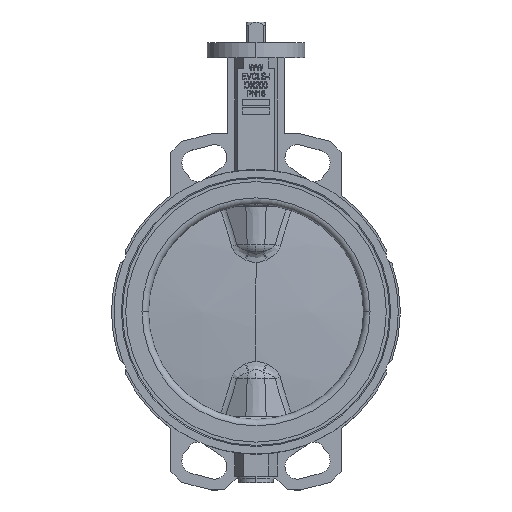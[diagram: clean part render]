
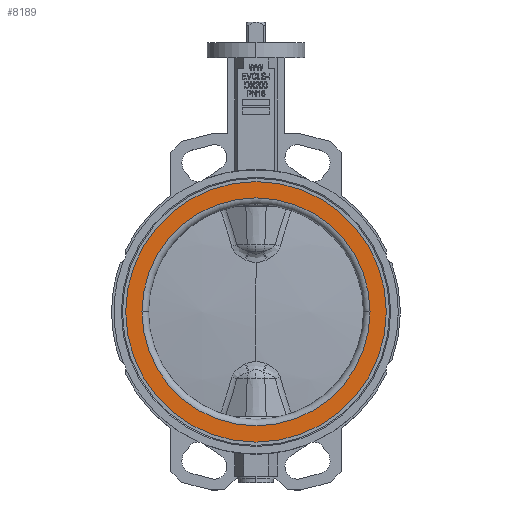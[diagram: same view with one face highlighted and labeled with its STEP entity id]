
A CAD part, top view. The second image highlights one B-rep face of the part: STEP entity #8189.
In plain terms, the highlighted planar face has unit normal (0, 0, 1).
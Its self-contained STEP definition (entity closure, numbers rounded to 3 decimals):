
#1 = CIRCLE ( 'NONE', #3494, 105. ) ;
#202 = DIRECTION ( 'NONE',  ( 0., 0., 1. ) ) ;
#544 = FACE_OUTER_BOUND ( 'NONE', #8078, .T. ) ;
#1148 = AXIS2_PLACEMENT_3D ( 'NONE', #26017, #13179, #13272 ) ;
#1654 = CIRCLE ( 'NONE', #13807, 120. ) ;
#1674 = EDGE_CURVE ( 'NONE', #27328, #12908, #20702, .T. ) ;
#1760 = EDGE_CURVE ( 'NONE', #18219, #12793, #13951, .T. ) ;
#2106 = CARTESIAN_POINT ( 'NONE',  ( 0., 0., 31. ) ) ;
#2919 = ORIENTED_EDGE ( 'NONE', *, *, #24888, .T. ) ;
#3494 = AXIS2_PLACEMENT_3D ( 'NONE', #19691, #4247, #19339 ) ;
#4247 = DIRECTION ( 'NONE',  ( 0., 0., 1. ) ) ;
#4624 = DIRECTION ( 'NONE',  ( 0., 0., 1. ) ) ;
#6302 = DIRECTION ( 'NONE',  ( 1., 0., 0. ) ) ;
#7205 = EDGE_CURVE ( 'NONE', #12908, #27328, #1, .T. ) ;
#7277 = CARTESIAN_POINT ( 'NONE',  ( -105., 0., 31. ) ) ;
#7396 = CARTESIAN_POINT ( 'NONE',  ( 105., 0., 31. ) ) ;
#8078 = EDGE_LOOP ( 'NONE', ( #2919, #27712 ) ) ;
#8189 = ADVANCED_FACE ( 'NONE', ( #14020, #544 ), #15265, .F. ) ;
#10755 = CARTESIAN_POINT ( 'NONE',  ( 0., 0., 31. ) ) ;
#12793 = VERTEX_POINT ( 'NONE', #20914 ) ;
#12908 = VERTEX_POINT ( 'NONE', #7277 ) ;
#13179 = DIRECTION ( 'NONE',  ( 0., 0., -1. ) ) ;
#13272 = DIRECTION ( 'NONE',  ( -1., 0., 0. ) ) ;
#13807 = AXIS2_PLACEMENT_3D ( 'NONE', #21704, #4624, #17265 ) ;
#13951 = CIRCLE ( 'NONE', #18626, 120. ) ;
#14020 = FACE_BOUND ( 'NONE', #20016, .T. ) ;
#14653 = CARTESIAN_POINT ( 'NONE',  ( -120., 0., 31. ) ) ;
#15265 = PLANE ( 'NONE',  #1148 ) ;
#17265 = DIRECTION ( 'NONE',  ( 1., 0., 0. ) ) ;
#18219 = VERTEX_POINT ( 'NONE', #14653 ) ;
#18626 = AXIS2_PLACEMENT_3D ( 'NONE', #2106, #23717, #19343 ) ;
#19339 = DIRECTION ( 'NONE',  ( 1., 0., 0. ) ) ;
#19343 = DIRECTION ( 'NONE',  ( 1., 0., 0. ) ) ;
#19691 = CARTESIAN_POINT ( 'NONE',  ( 0., 0., 31. ) ) ;
#20016 = EDGE_LOOP ( 'NONE', ( #24942, #25014 ) ) ;
#20702 = CIRCLE ( 'NONE', #24209, 105. ) ;
#20914 = CARTESIAN_POINT ( 'NONE',  ( 120., 0., 31. ) ) ;
#21704 = CARTESIAN_POINT ( 'NONE',  ( 0., 0., 31. ) ) ;
#23717 = DIRECTION ( 'NONE',  ( 0., 0., 1. ) ) ;
#24209 = AXIS2_PLACEMENT_3D ( 'NONE', #10755, #202, #6302 ) ;
#24888 = EDGE_CURVE ( 'NONE', #12793, #18219, #1654, .T. ) ;
#24942 = ORIENTED_EDGE ( 'NONE', *, *, #1674, .F. ) ;
#25014 = ORIENTED_EDGE ( 'NONE', *, *, #7205, .F. ) ;
#26017 = CARTESIAN_POINT ( 'NONE',  ( 0., 105., 31. ) ) ;
#27328 = VERTEX_POINT ( 'NONE', #7396 ) ;
#27712 = ORIENTED_EDGE ( 'NONE', *, *, #1760, .T. ) ;
